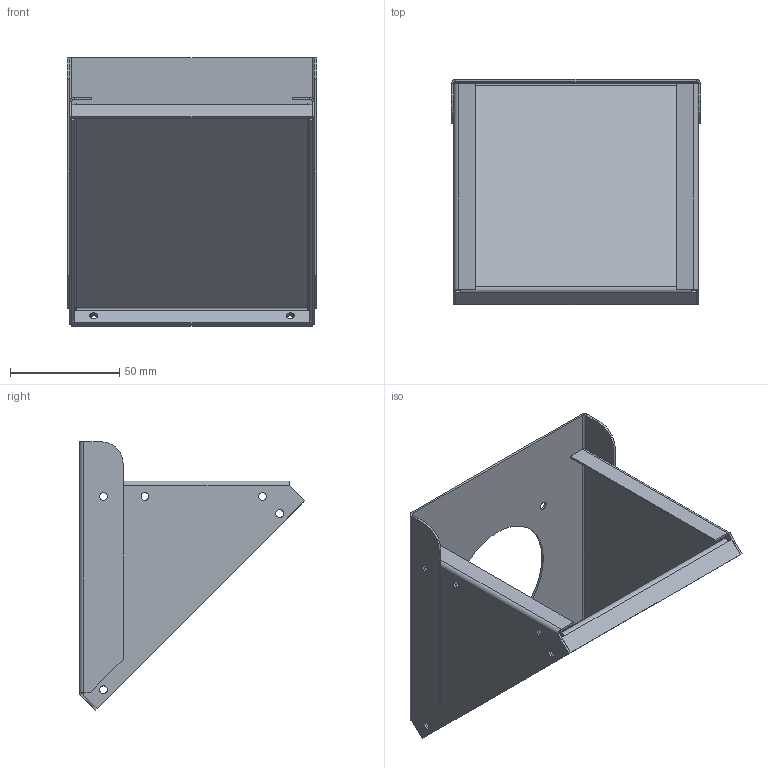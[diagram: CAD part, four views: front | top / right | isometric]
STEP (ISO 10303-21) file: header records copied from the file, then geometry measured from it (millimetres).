
FILE_DESCRIPTION(/* description */ (''),/* implementation_level */ '2;1');
FILE_NAME(/* name */ 'Sheet metal.step',/* time_stamp */ '2025-10-27T19:07:40+01:00',/* author */ (''),/* organization */ (''),/* preprocessor_version */ 'ST-DEVELOPER v20.1',/* originating_system */ 'Autodesk Translation Framework v14.17.0.0',/* authorisation */ '');
FILE_SCHEMA (('AUTOMOTIVE_DESIGN { 1 0 10303 214 3 1 1 }'));
Length unit declared in the file: millimetre
Products named in the file (5): Sheet metal; left; top; right; mirror
Assembly tree (4 placements, depth 2):
  Sheet metal
    left
    top
    right
    mirror
Bounding box: 114 x 103.07 x 122.84 mm (x, y, z)
Volume: 47461.3 mm3; surface area: 97204.3 mm2
Topology: 4 solids, 4 shells, 127 faces, 293 edges, 174 vertices
Faces by surface type: plane 82, cylinder 45
Full cylindrical faces by diameter (mm): 3.6 x24, 59 x1
Entity records: 3774 total; most frequent: DIRECTION 655, CARTESIAN_POINT 603, ORIENTED_EDGE 586, EDGE_CURVE 293, AXIS2_PLACEMENT_3D 226, LINE 203, VECTOR 203, EDGE_LOOP 177
